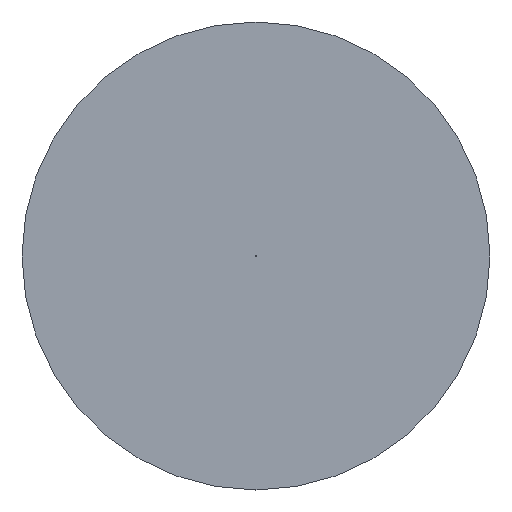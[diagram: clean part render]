
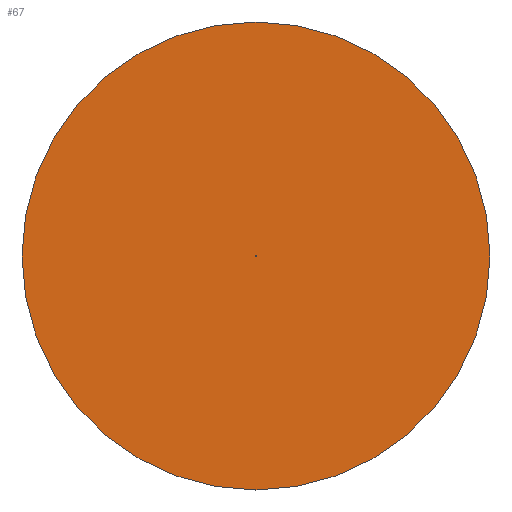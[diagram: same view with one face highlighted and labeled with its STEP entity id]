
A CAD part, top view. The second image highlights one B-rep face of the part: STEP entity #67.
In plain terms, the highlighted planar face has unit normal (0, 0, 1).
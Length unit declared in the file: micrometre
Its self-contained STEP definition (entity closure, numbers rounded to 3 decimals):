
#10 = DIRECTION ( 'NONE',  ( 0., 0., 1. ) ) ;
#11 = PLANE ( 'NONE',  #170 ) ;
#13 = DIRECTION ( 'NONE',  ( 1., 0., 0. ) ) ;
#18 = CARTESIAN_POINT ( 'NONE',  ( -7.5, 0., 6.35 ) ) ;
#23 = CIRCLE ( 'NONE', #198, 4750. ) ;
#26 = ORIENTED_EDGE ( 'NONE', *, *, #164, .F. ) ;
#32 = CARTESIAN_POINT ( 'NONE',  ( 7.5, 0., 6.35 ) ) ;
#33 = DIRECTION ( 'NONE',  ( 0., 0., 1. ) ) ;
#51 = DIRECTION ( 'NONE',  ( 1., 0., 0. ) ) ;
#63 = CIRCLE ( 'NONE', #69, 7.5 ) ;
#66 = EDGE_CURVE ( 'NONE', #236, #229, #63, .T. ) ;
#67 = ADVANCED_FACE ( 'NONE', ( #128, #119 ), #11, .T. ) ;
#68 = DIRECTION ( 'NONE',  ( 1., 0., 0. ) ) ;
#69 = AXIS2_PLACEMENT_3D ( 'NONE', #122, #10, #68 ) ;
#74 = DIRECTION ( 'NONE',  ( 1., 0., 0. ) ) ;
#87 = ORIENTED_EDGE ( 'NONE', *, *, #66, .F. ) ;
#90 = DIRECTION ( 'NONE',  ( 0., 0., 1. ) ) ;
#92 = EDGE_LOOP ( 'NONE', ( #26, #87 ) ) ;
#95 = CARTESIAN_POINT ( 'NONE',  ( 0., 0., 6.35 ) ) ;
#105 = DIRECTION ( 'NONE',  ( 1., 0., 0. ) ) ;
#109 = DIRECTION ( 'NONE',  ( 0., 0., 1. ) ) ;
#117 = CIRCLE ( 'NONE', #176, 7.5 ) ;
#118 = ORIENTED_EDGE ( 'NONE', *, *, #160, .T. ) ;
#119 = FACE_BOUND ( 'NONE', #92, .T. ) ;
#122 = CARTESIAN_POINT ( 'NONE',  ( 0., 0., 6.35 ) ) ;
#126 = EDGE_CURVE ( 'NONE', #209, #166, #172, .T. ) ;
#128 = FACE_OUTER_BOUND ( 'NONE', #238, .T. ) ;
#135 = CARTESIAN_POINT ( 'NONE',  ( 0., 0., 6.35 ) ) ;
#142 = CARTESIAN_POINT ( 'NONE',  ( 0., 0., 6.35 ) ) ;
#144 = CARTESIAN_POINT ( 'NONE',  ( 4750., 0., 6.35 ) ) ;
#149 = AXIS2_PLACEMENT_3D ( 'NONE', #142, #33, #74 ) ;
#159 = CARTESIAN_POINT ( 'NONE',  ( -4750., 0., 6.35 ) ) ;
#160 = EDGE_CURVE ( 'NONE', #166, #209, #23, .T. ) ;
#164 = EDGE_CURVE ( 'NONE', #229, #236, #117, .T. ) ;
#166 = VERTEX_POINT ( 'NONE', #144 ) ;
#170 = AXIS2_PLACEMENT_3D ( 'NONE', #135, #177, #51 ) ;
#172 = CIRCLE ( 'NONE', #149, 4750. ) ;
#176 = AXIS2_PLACEMENT_3D ( 'NONE', #182, #90, #13 ) ;
#177 = DIRECTION ( 'NONE',  ( 0., 0., 1. ) ) ;
#182 = CARTESIAN_POINT ( 'NONE',  ( 0., 0., 6.35 ) ) ;
#189 = ORIENTED_EDGE ( 'NONE', *, *, #126, .T. ) ;
#198 = AXIS2_PLACEMENT_3D ( 'NONE', #95, #109, #105 ) ;
#209 = VERTEX_POINT ( 'NONE', #159 ) ;
#229 = VERTEX_POINT ( 'NONE', #18 ) ;
#236 = VERTEX_POINT ( 'NONE', #32 ) ;
#238 = EDGE_LOOP ( 'NONE', ( #189, #118 ) ) ;
